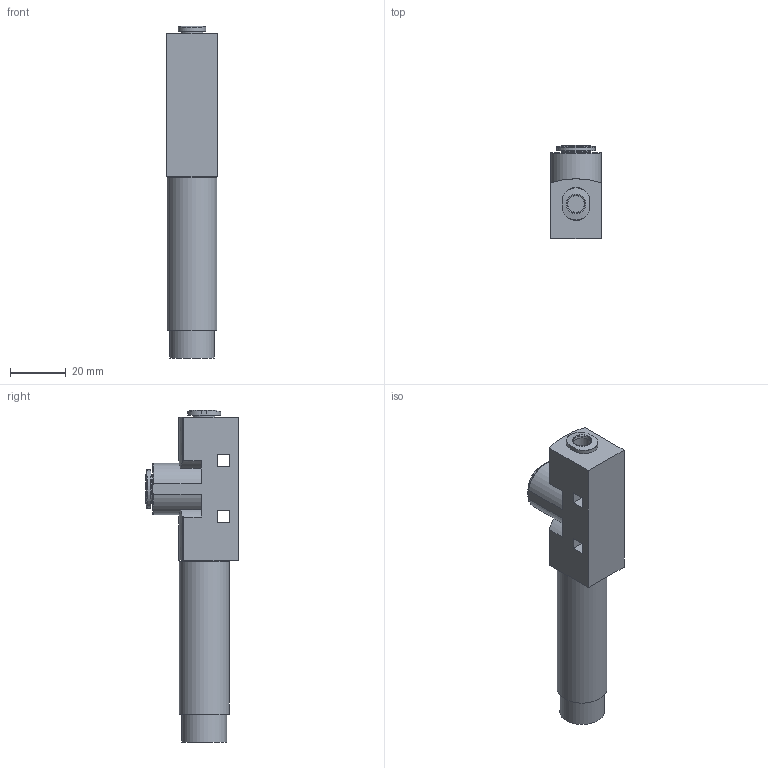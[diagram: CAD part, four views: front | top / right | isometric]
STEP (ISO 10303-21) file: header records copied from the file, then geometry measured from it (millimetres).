
FILE_DESCRIPTION(/* description */ ('STEP AP214'),/* implementation_level */ '2;1');
FILE_NAME(/* name */ '8187685_VN-14-H-T4-PQ2-VQ3-RO2-F1A',/* time_stamp */ '2024-09-17T00:39:16+02:00',/* author */ ('License CC BY-ND 4.0'),/* organization */ ('CADENAS'),/* preprocessor_version */ 'ST-DEVELOPER v19.3',/* originating_system */ 'PARTsolutions',/* authorisation */ ' ');
FILE_SCHEMA (('AUTOMOTIVE_DESIGN {1 0 10303 214 3 1 1}'));
Length unit declared in the file: millimetre
Products named in the file (1): 8187685 VN-14-H-T4-PQ2-VQ3-RO2-F1A
Bounding box: 18 x 33.2 x 118.7 mm (x, y, z)
Volume: 34407.7 mm3; surface area: 11755.5 mm2
Topology: 1 solids, 1 shells, 70 faces, 163 edges, 107 vertices
Faces by surface type: plane 30, cylinder 26, torus 9, cone 5
Full cylindrical faces by diameter (mm): 6 x1, 6.5 x1, 8 x1, 8.1 x1, 9.5 x1, 10.1 x1, 13.8 x1, 16 x2, 17.8 x1
Entity records: 2431 total; most frequent: CARTESIAN_POINT 409, DIRECTION 310, ORIENTED_EDGE 274, EDGE_CURVE 137, AXIS2_PLACEMENT_3D 124, EDGE_LOOP 108, FACE_BOUND 108, VERTEX_POINT 103
